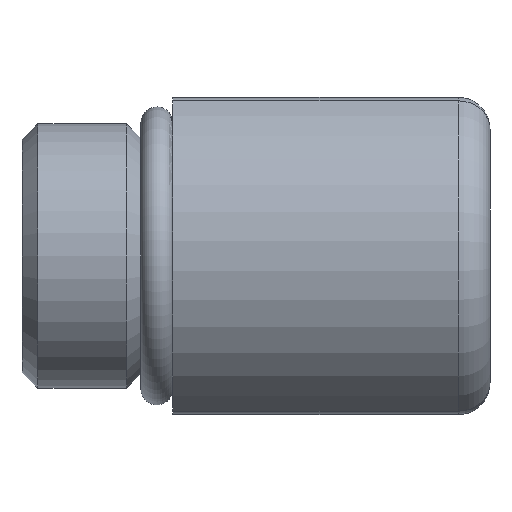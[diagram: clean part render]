
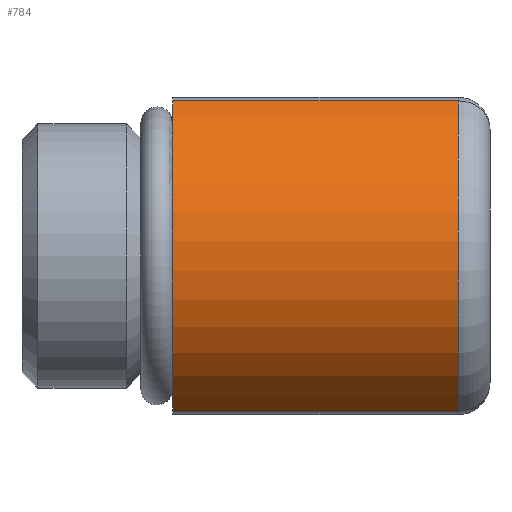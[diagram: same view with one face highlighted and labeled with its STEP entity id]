
A CAD part, left-side view. The second image highlights one B-rep face of the part: STEP entity #784.
In plain terms, the highlighted cylindrical face has radius 11 mm (diameter 22 mm), a partial arc.
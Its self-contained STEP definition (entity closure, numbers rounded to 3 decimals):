
#60=CYLINDRICAL_SURFACE('',#883,11.);
#85=LINE('',#1269,#114);
#90=LINE('',#1290,#119);
#114=VECTOR('',#1019,10.);
#119=VECTOR('',#1046,10.);
#156=FACE_OUTER_BOUND('',#209,.T.);
#209=EDGE_LOOP('',(#539,#540,#541,#542));
#263=CIRCLE('',#860,11.);
#279=CIRCLE('',#884,11.);
#321=VERTEX_POINT('',#1235);
#323=VERTEX_POINT('',#1238);
#334=VERTEX_POINT('',#1267);
#339=VERTEX_POINT('',#1288);
#388=EDGE_CURVE('',#323,#321,#263,.T.);
#404=EDGE_CURVE('',#334,#321,#85,.T.);
#414=EDGE_CURVE('',#339,#334,#279,.T.);
#415=EDGE_CURVE('',#323,#339,#90,.T.);
#539=ORIENTED_EDGE('',*,*,#404,.F.);
#540=ORIENTED_EDGE('',*,*,#414,.F.);
#541=ORIENTED_EDGE('',*,*,#415,.F.);
#542=ORIENTED_EDGE('',*,*,#388,.T.);
#784=ADVANCED_FACE('',(#156),#60,.T.);
#860=AXIS2_PLACEMENT_3D('',#1239,#986,#987);
#883=AXIS2_PLACEMENT_3D('',#1287,#1042,#1043);
#884=AXIS2_PLACEMENT_3D('',#1289,#1044,#1045);
#986=DIRECTION('center_axis',(0.,-1.,0.));
#987=DIRECTION('ref_axis',(1.,0.,0.));
#1019=DIRECTION('',(0.,1.,0.));
#1042=DIRECTION('center_axis',(0.,-1.,0.));
#1043=DIRECTION('ref_axis',(-1.,0.,0.));
#1044=DIRECTION('center_axis',(0.,-1.,0.));
#1045=DIRECTION('ref_axis',(-1.,0.,0.));
#1046=DIRECTION('',(0.,-1.,0.));
#1235=CARTESIAN_POINT('',(-17.93,7.867,-9.778));
#1238=CARTESIAN_POINT('',(-17.93,7.867,9.778));
#1239=CARTESIAN_POINT('Origin',(-12.891,7.867,0.));
#1267=CARTESIAN_POINT('',(-17.93,-10.133,-9.778));
#1269=CARTESIAN_POINT('',(-17.93,-2.133,-9.778));
#1287=CARTESIAN_POINT('Origin',(-12.891,-2.133,0.));
#1288=CARTESIAN_POINT('',(-17.93,-10.133,9.778));
#1289=CARTESIAN_POINT('Origin',(-12.891,-10.133,0.));
#1290=CARTESIAN_POINT('',(-17.93,-2.133,9.778));
